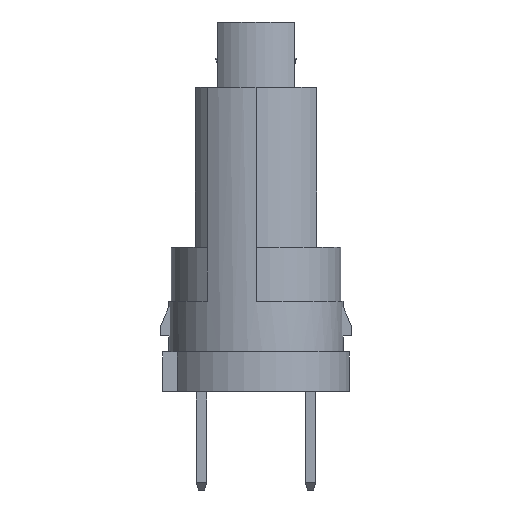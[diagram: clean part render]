
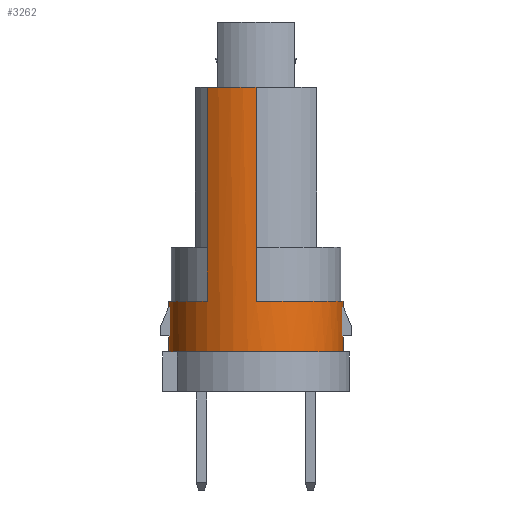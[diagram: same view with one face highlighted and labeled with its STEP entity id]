
A CAD part, left-side view. The second image highlights one B-rep face of the part: STEP entity #3262.
In plain terms, the highlighted cylindrical face has radius 6 mm (diameter 12 mm), a full revolution.
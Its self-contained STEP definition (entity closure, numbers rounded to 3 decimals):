
#23=FACE_BOUND('',#386,.T.);
#24=FACE_BOUND('',#387,.T.);
#44=CYLINDRICAL_SURFACE('',#3491,6.);
#70=CIRCLE('',#3389,6.);
#71=CIRCLE('',#3394,6.);
#73=CIRCLE('',#3402,6.);
#82=CIRCLE('',#3424,6.);
#83=CIRCLE('',#3426,6.);
#84=CIRCLE('',#3429,6.);
#85=CIRCLE('',#3431,6.);
#86=CIRCLE('',#3433,6.);
#101=CIRCLE('',#3474,6.);
#104=CIRCLE('',#3478,6.);
#108=CIRCLE('',#3485,6.);
#111=CIRCLE('',#3490,6.);
#112=CIRCLE('',#3492,6.);
#113=CIRCLE('',#3493,6.);
#114=CIRCLE('',#3494,6.);
#218=FACE_OUTER_BOUND('',#385,.T.);
#385=EDGE_LOOP('',(#2491,#2492,#2493,#2494,#2495,#2496,#2497,#2498,#2499,
#2500,#2501,#2502,#2503,#2504,#2505));
#386=EDGE_LOOP('',(#2506,#2507,#2508,#2509,#2510));
#387=EDGE_LOOP('',(#2511,#2512,#2513,#2514,#2515));
#539=LINE('',#4643,#937);
#548=LINE('',#4664,#946);
#553=LINE('',#4676,#951);
#624=LINE('',#4837,#1022);
#709=LINE('',#5058,#1107);
#710=LINE('',#5059,#1108);
#711=LINE('',#5060,#1109);
#712=LINE('',#5062,#1110);
#713=LINE('',#5066,#1111);
#937=VECTOR('',#3695,10.);
#946=VECTOR('',#3712,10.);
#951=VECTOR('',#3725,10.);
#1022=VECTOR('',#3860,10.);
#1107=VECTOR('',#4073,10.);
#1108=VECTOR('',#4074,10.);
#1109=VECTOR('',#4075,10.);
#1110=VECTOR('',#4076,6.);
#1111=VECTOR('',#4083,10.);
#1328=VERTEX_POINT('',#4626);
#1333=VERTEX_POINT('',#4640);
#1334=VERTEX_POINT('',#4642);
#1337=VERTEX_POINT('',#4651);
#1341=VERTEX_POINT('',#4661);
#1342=VERTEX_POINT('',#4663);
#1344=VERTEX_POINT('',#4671);
#1345=VERTEX_POINT('',#4675);
#1361=VERTEX_POINT('',#4717);
#1362=VERTEX_POINT('',#4719);
#1398=VERTEX_POINT('',#4820);
#1399=VERTEX_POINT('',#4822);
#1402=VERTEX_POINT('',#4834);
#1403=VERTEX_POINT('',#4836);
#1451=VERTEX_POINT('',#4994);
#1452=VERTEX_POINT('',#4996);
#1458=VERTEX_POINT('',#5010);
#1459=VERTEX_POINT('',#5012);
#1468=VERTEX_POINT('',#5037);
#1469=VERTEX_POINT('',#5038);
#1474=VERTEX_POINT('',#5052);
#1475=VERTEX_POINT('',#5053);
#1476=VERTEX_POINT('',#5061);
#1646=EDGE_CURVE('',#1334,#1333,#539,.T.);
#1648=EDGE_CURVE('',#1333,#1328,#70,.T.);
#1656=EDGE_CURVE('',#1342,#1341,#548,.T.);
#1660=EDGE_CURVE('',#1344,#1337,#71,.T.);
#1662=EDGE_CURVE('',#1345,#1344,#553,.T.);
#1684=EDGE_CURVE('',#1361,#1362,#73,.T.);
#1737=EDGE_CURVE('',#1398,#1399,#82,.T.);
#1743=EDGE_CURVE('',#1341,#1345,#83,.T.);
#1745=EDGE_CURVE('',#1403,#1402,#624,.T.);
#1747=EDGE_CURVE('',#1337,#1342,#84,.T.);
#1748=EDGE_CURVE('',#1328,#1403,#85,.T.);
#1749=EDGE_CURVE('',#1402,#1334,#86,.T.);
#1827=EDGE_CURVE('',#1452,#1451,#101,.T.);
#1835=EDGE_CURVE('',#1459,#1458,#104,.T.);
#1848=EDGE_CURVE('',#1468,#1469,#108,.T.);
#1855=EDGE_CURVE('',#1474,#1475,#111,.T.);
#1858=EDGE_CURVE('',#1458,#1468,#709,.T.);
#1859=EDGE_CURVE('',#1469,#1452,#710,.T.);
#1860=EDGE_CURVE('',#1451,#1474,#711,.T.);
#1861=EDGE_CURVE('',#1475,#1476,#712,.T.);
#1862=EDGE_CURVE('',#1476,#1362,#112,.T.);
#1863=EDGE_CURVE('',#1361,#1399,#113,.T.);
#1864=EDGE_CURVE('',#1398,#1476,#114,.T.);
#1865=EDGE_CURVE('',#1475,#1459,#713,.T.);
#2491=ORIENTED_EDGE('',*,*,#1858,.T.);
#2492=ORIENTED_EDGE('',*,*,#1848,.T.);
#2493=ORIENTED_EDGE('',*,*,#1859,.T.);
#2494=ORIENTED_EDGE('',*,*,#1827,.T.);
#2495=ORIENTED_EDGE('',*,*,#1860,.T.);
#2496=ORIENTED_EDGE('',*,*,#1855,.T.);
#2497=ORIENTED_EDGE('',*,*,#1861,.T.);
#2498=ORIENTED_EDGE('',*,*,#1862,.T.);
#2499=ORIENTED_EDGE('',*,*,#1684,.F.);
#2500=ORIENTED_EDGE('',*,*,#1863,.T.);
#2501=ORIENTED_EDGE('',*,*,#1737,.F.);
#2502=ORIENTED_EDGE('',*,*,#1864,.T.);
#2503=ORIENTED_EDGE('',*,*,#1861,.F.);
#2504=ORIENTED_EDGE('',*,*,#1865,.T.);
#2505=ORIENTED_EDGE('',*,*,#1835,.T.);
#2506=ORIENTED_EDGE('',*,*,#1648,.T.);
#2507=ORIENTED_EDGE('',*,*,#1748,.T.);
#2508=ORIENTED_EDGE('',*,*,#1745,.T.);
#2509=ORIENTED_EDGE('',*,*,#1749,.T.);
#2510=ORIENTED_EDGE('',*,*,#1646,.T.);
#2511=ORIENTED_EDGE('',*,*,#1660,.T.);
#2512=ORIENTED_EDGE('',*,*,#1747,.T.);
#2513=ORIENTED_EDGE('',*,*,#1656,.T.);
#2514=ORIENTED_EDGE('',*,*,#1743,.T.);
#2515=ORIENTED_EDGE('',*,*,#1662,.T.);
#3262=ADVANCED_FACE('',(#218,#23,#24),#44,.T.);
#3389=AXIS2_PLACEMENT_3D('',#4646,#3699,#3700);
#3394=AXIS2_PLACEMENT_3D('',#4672,#3720,#3721);
#3402=AXIS2_PLACEMENT_3D('',#4720,#3758,#3759);
#3424=AXIS2_PLACEMENT_3D('',#4823,#3846,#3847);
#3426=AXIS2_PLACEMENT_3D('',#4832,#3855,#3856);
#3429=AXIS2_PLACEMENT_3D('',#4840,#3864,#3865);
#3431=AXIS2_PLACEMENT_3D('',#4842,#3868,#3869);
#3433=AXIS2_PLACEMENT_3D('',#4844,#3872,#3873);
#3474=AXIS2_PLACEMENT_3D('',#4997,#4017,#4018);
#3478=AXIS2_PLACEMENT_3D('',#5013,#4030,#4031);
#3485=AXIS2_PLACEMENT_3D('',#5039,#4053,#4054);
#3490=AXIS2_PLACEMENT_3D('',#5054,#4067,#4068);
#3491=AXIS2_PLACEMENT_3D('',#5057,#4071,#4072);
#3492=AXIS2_PLACEMENT_3D('',#5063,#4077,#4078);
#3493=AXIS2_PLACEMENT_3D('',#5064,#4079,#4080);
#3494=AXIS2_PLACEMENT_3D('',#5065,#4081,#4082);
#3695=DIRECTION('',(0.,0.,1.));
#3699=DIRECTION('center_axis',(0.,0.,
1.));
#3700=DIRECTION('ref_axis',(-1.,0.,0.));
#3712=DIRECTION('',(0.,0.,-1.));
#3720=DIRECTION('center_axis',(0.,0.,
1.));
#3721=DIRECTION('ref_axis',(-1.,0.,0.));
#3725=DIRECTION('',(0.,0.,1.));
#3758=DIRECTION('center_axis',(0.,0.,
-1.));
#3759=DIRECTION('ref_axis',(-1.,0.,0.));
#3846=DIRECTION('center_axis',(0.,0.,
-1.));
#3847=DIRECTION('ref_axis',(-1.,0.,0.));
#3855=DIRECTION('center_axis',(0.,0.,
-1.));
#3856=DIRECTION('ref_axis',(-1.,0.,0.));
#3860=DIRECTION('',(0.,0.,-1.));
#3864=DIRECTION('center_axis',(0.,0.,
1.));
#3865=DIRECTION('ref_axis',(-1.,0.,0.));
#3868=DIRECTION('center_axis',(0.,0.,
1.));
#3869=DIRECTION('ref_axis',(-1.,0.,0.));
#3872=DIRECTION('center_axis',(0.,0.,
-1.));
#3873=DIRECTION('ref_axis',(-1.,0.,0.));
#4017=DIRECTION('center_axis',(0.,0.,
-1.));
#4018=DIRECTION('ref_axis',(-1.,0.,0.));
#4030=DIRECTION('center_axis',(0.,0.,
-1.));
#4031=DIRECTION('ref_axis',(-1.,0.,0.));
#4053=DIRECTION('center_axis',(0.,0.,
-1.));
#4054=DIRECTION('ref_axis',(-1.,0.,0.));
#4067=DIRECTION('center_axis',(0.,0.,
-1.));
#4068=DIRECTION('ref_axis',(-1.,0.,0.));
#4071=DIRECTION('center_axis',(0.,0.,
1.));
#4072=DIRECTION('ref_axis',(-1.,0.,0.));
#4073=DIRECTION('',(0.,0.,-1.));
#4074=DIRECTION('',(0.,0.,1.));
#4075=DIRECTION('',(0.,0.,-1.));
#4076=DIRECTION('',(0.,0.,-1.));
#4077=DIRECTION('center_axis',(0.,0.,
1.));
#4078=DIRECTION('ref_axis',(-1.,0.,0.));
#4079=DIRECTION('center_axis',(0.,0.,
1.));
#4080=DIRECTION('ref_axis',(-1.,0.,0.));
#4081=DIRECTION('center_axis',(0.,0.,
1.));
#4082=DIRECTION('ref_axis',(-1.,0.,0.));
#4083=DIRECTION('',(0.,0.,1.));
#4626=CARTESIAN_POINT('',(2.475,8.472,-29.764));
#4640=CARTESIAN_POINT('',(3.475,8.388,-29.764));
#4642=CARTESIAN_POINT('',(3.475,8.388,-31.764));
#4643=CARTESIAN_POINT('',(3.475,8.388,-32.864));
#4646=CARTESIAN_POINT('Origin',(2.475,2.472,-29.764));
#4651=CARTESIAN_POINT('',(2.475,-3.528,-29.764));
#4661=CARTESIAN_POINT('',(3.475,-3.445,-31.764));
#4663=CARTESIAN_POINT('',(3.475,-3.445,-29.764));
#4664=CARTESIAN_POINT('',(3.475,-3.445,-32.864));
#4671=CARTESIAN_POINT('',(1.475,-3.445,-29.764));
#4672=CARTESIAN_POINT('Origin',(2.475,2.472,-29.764));
#4675=CARTESIAN_POINT('',(1.475,-3.445,-31.764));
#4676=CARTESIAN_POINT('',(1.475,-3.445,-32.864));
#4717=CARTESIAN_POINT('',(-1.125,7.272,-32.864));
#4719=CARTESIAN_POINT('',(3.475,8.388,-32.864));
#4720=CARTESIAN_POINT('Origin',(2.475,2.472,-32.864));
#4820=CARTESIAN_POINT('',(6.075,-2.328,-32.864));
#4822=CARTESIAN_POINT('',(1.475,-3.445,-32.864));
#4823=CARTESIAN_POINT('Origin',(2.475,2.472,-32.864));
#4832=CARTESIAN_POINT('Origin',(2.475,2.472,-31.764));
#4834=CARTESIAN_POINT('',(1.475,8.388,-31.764));
#4836=CARTESIAN_POINT('',(1.475,8.388,-29.764));
#4837=CARTESIAN_POINT('',(1.475,8.388,-32.864));
#4840=CARTESIAN_POINT('Origin',(2.475,2.472,-29.764));
#4842=CARTESIAN_POINT('Origin',(2.475,2.472,-29.764));
#4844=CARTESIAN_POINT('Origin',(2.475,2.472,-31.764));
#4994=CARTESIAN_POINT('',(-2.499,5.827,-14.664));
#4996=CARTESIAN_POINT('',(-3.525,2.472,-14.664));
#4997=CARTESIAN_POINT('Origin',(2.475,2.472,-14.664));
#5010=CARTESIAN_POINT('',(7.45,-0.884,-14.664));
#5012=CARTESIAN_POINT('',(8.475,2.472,-14.664));
#5013=CARTESIAN_POINT('Origin',(2.475,2.472,-14.664));
#5037=CARTESIAN_POINT('',(7.45,-0.884,-29.364));
#5038=CARTESIAN_POINT('',(-3.525,2.472,-29.364));
#5039=CARTESIAN_POINT('Origin',(2.475,2.472,-29.364));
#5052=CARTESIAN_POINT('',(-2.499,5.827,-29.364));
#5053=CARTESIAN_POINT('',(8.475,2.472,-29.364));
#5054=CARTESIAN_POINT('Origin',(2.475,2.472,-29.364));
#5057=CARTESIAN_POINT('Origin',(2.475,2.472,-32.864));
#5058=CARTESIAN_POINT('',(7.45,-0.884,-32.864));
#5059=CARTESIAN_POINT('',(-3.525,2.472,-32.864));
#5060=CARTESIAN_POINT('',(-2.499,5.827,-32.864));
#5061=CARTESIAN_POINT('',(8.475,2.472,-32.864));
#5062=CARTESIAN_POINT('',(8.475,2.472,-32.864));
#5063=CARTESIAN_POINT('Origin',(2.475,2.472,-32.864));
#5064=CARTESIAN_POINT('Origin',(2.475,2.472,-32.864));
#5065=CARTESIAN_POINT('Origin',(2.475,2.472,-32.864));
#5066=CARTESIAN_POINT('',(8.475,2.472,-32.864));
